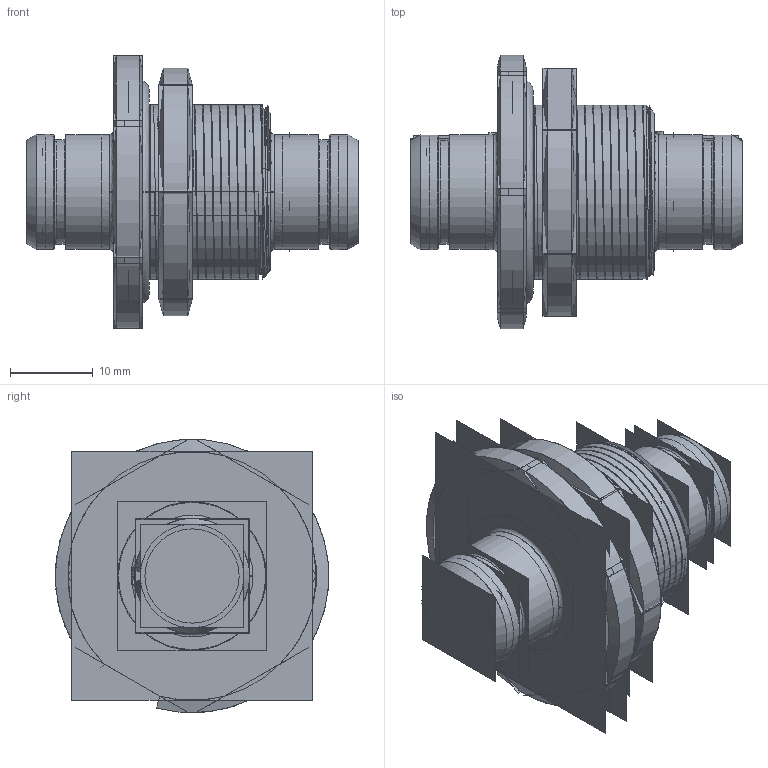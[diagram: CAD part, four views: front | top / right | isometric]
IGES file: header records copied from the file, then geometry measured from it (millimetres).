
Start section: BOX = HEADER / 20 ************************************************************************ ******** ***** DATA ABOuT SENDER ------------------------------------------------------------------- SENDING COMPANY			: NET AG system integration SENDER`S NAME			: - TELEPHONE NO			: +49 40 767302 0 ADDRESS				: SCHELLERDAMM 16, 21079 HAMBURG DATE				: - DATA ABOUT PART -------------------------------------
Global section: file name: 1332ee107fm.igs; native system: Creo Parametric by PTC Inc.; preprocessor: 2019030; author: cgregory; organization: Unknown; date: 20191030.093231; units: millimetre
Bounding box: 40.04 x 32.96 x 33 mm (x, y, z)
Surface area: 57569.6 mm2 (no closed solid volume)
Topology: 0 solids, 0 shells, 3202 faces, 43921 edges, 57519 vertices
Faces by surface type: revolution 1696, bspline 1506
